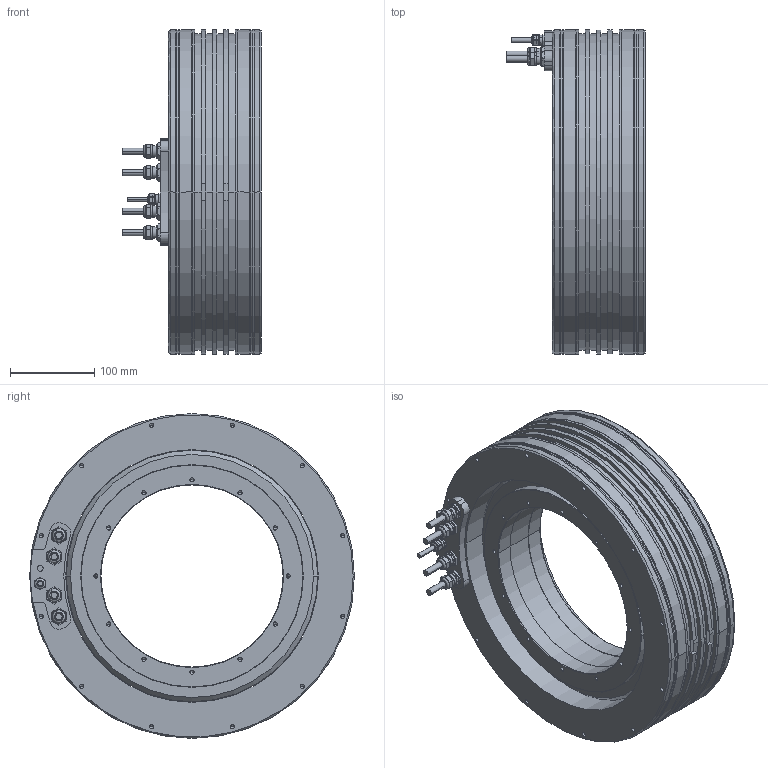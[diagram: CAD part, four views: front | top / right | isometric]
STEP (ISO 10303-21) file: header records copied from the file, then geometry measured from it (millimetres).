
FILE_DESCRIPTION((''),'2;1');
FILE_NAME('665074-04-D01_ASM','2008-07-09T',('ch5461'),(''),'PRO/ENGINEER BY PARAMETRIC TECHNOLOGY CORPORATION, 2006080','PRO/ENGINEER BY PARAMETRIC TECHNOLOGY CORPORATION, 2006080','');
FILE_SCHEMA(('CONFIG_CONTROL_DESIGN'));
Length unit declared in the file: millimetre
Products named in the file (9): 665074-02-D01; 665074-03-D01; 353668-04-K01; 645986-02-A01; 639395-01-K01; 652241-01-K01; 353668-11-K01; 647519-01-K01; 665074-04-D01_ASM
Assembly tree (18 placements, depth 2):
  665074-04-D01_ASM
    665074-02-D01
    665074-03-D01
    353668-04-K01
    645986-02-A01
    639395-01-K01  x2
    652241-01-K01  x4
    353668-11-K01  x4
    647519-01-K01  x4
Bounding box: 164.1 x 385 x 385 mm (x, y, z)
Volume: 7297550.2 mm3; surface area: 643409.8 mm2
Topology: 18 solids, 19 shells, 819 faces, 1820 edges, 1038 vertices
Faces by surface type: cylinder 290, cone 244, plane 231, torus 54
Entity records: 15018 total; most frequent: DIRECTION 2779, CARTESIAN_POINT 2533, ORIENTED_EDGE 2240, AXIS2_PLACEMENT_3D 1138, EDGE_CURVE 1120, VERTEX_POINT 688, EDGE_LOOP 628, CIRCLE 579
